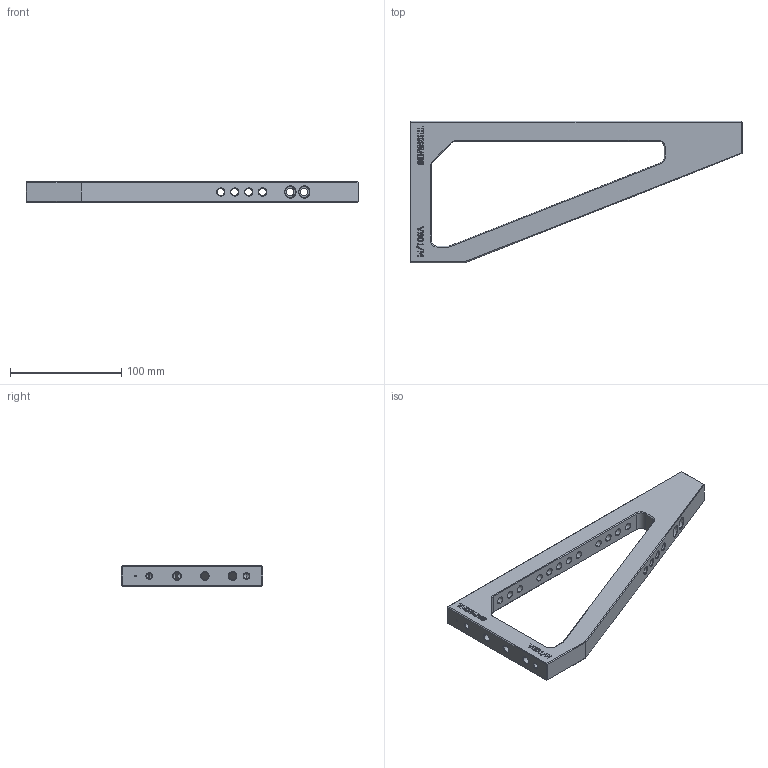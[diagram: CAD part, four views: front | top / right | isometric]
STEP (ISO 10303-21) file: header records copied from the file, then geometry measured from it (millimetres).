
FILE_DESCRIPTION (( 'STEP AP214' ), '1' );
FILE_NAME ('1085-E0W.STEP', '2015-05-18T20:46:37', ( '' ), ( '' ), 'SwSTEP 2.0', 'SolidWorks 2014', '' );
FILE_SCHEMA (( 'AUTOMOTIVE_DESIGN' ));
Length unit declared in the file: inch
Products named in the file (1): 1085-E0W
Bounding box: 298.45 x 127 x 18.54 mm (x, y, z)
Volume: 228652.1 mm3; surface area: 60111.5 mm2
Topology: 1 solids, 1 shells, 453 faces, 1155 edges, 719 vertices
Faces by surface type: plane 192, bspline 103, cone 88, cylinder 70
Entity records: 21846 total; most frequent: CARTESIAN_POINT 5645, ORIENTED_EDGE 2266, DIRECTION 1801, EDGE_CURVE 1133, VERTEX_POINT 719, LINE 707, VECTOR 707, AXIS2_PLACEMENT_3D 547
